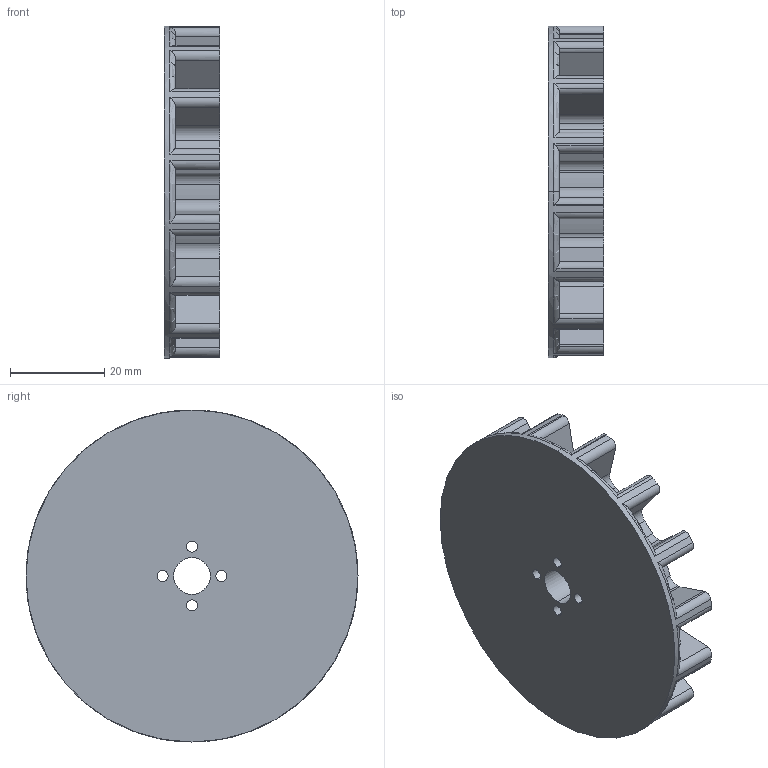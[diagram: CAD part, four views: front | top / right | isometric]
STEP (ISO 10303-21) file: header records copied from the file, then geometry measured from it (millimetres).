
FILE_DESCRIPTION (( 'STEP AP203' ), '1' );
FILE_NAME ('Teeth_Sprocket (x4).STEP', '2021-05-30T22:04:07', ( '' ), ( '' ), 'SwSTEP 2.0', 'SolidWorks 2020', '' );
FILE_SCHEMA (( 'CONFIG_CONTROL_DESIGN' ));
Length unit declared in the file: millimetre
Products named in the file (1): Teeth_Sprocket (x4)
Bounding box: 11.67 x 70.38 x 70.38 mm (x, y, z)
Volume: 29962.9 mm3; surface area: 13241.5 mm2
Topology: 1 solids, 1 shells, 168 faces, 494 edges, 329 vertices
Faces by surface type: cylinder 104, plane 48, torus 16
Entity records: 6124 total; most frequent: CARTESIAN_POINT 1375, DIRECTION 1043, ORIENTED_EDGE 988, EDGE_CURVE 494, AXIS2_PLACEMENT_3D 417, VERTEX_POINT 329, CIRCLE 248, VECTOR 209
